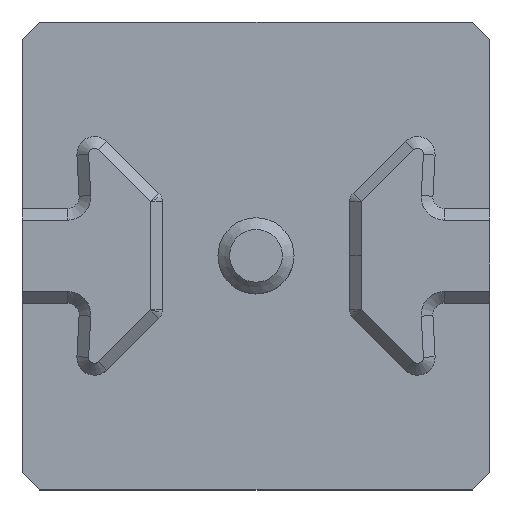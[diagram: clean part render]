
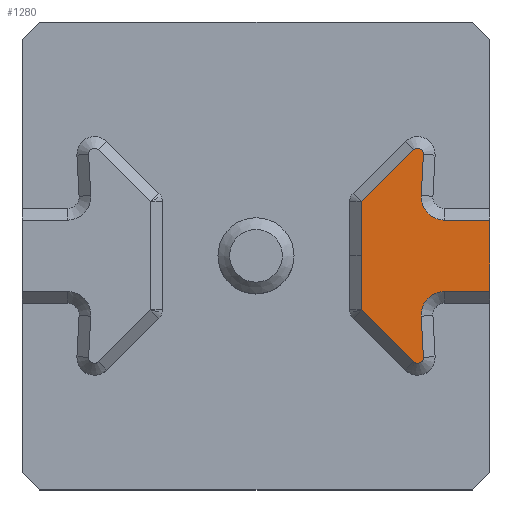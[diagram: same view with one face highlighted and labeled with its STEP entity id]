
A CAD part, top view. The second image highlights one B-rep face of the part: STEP entity #1280.
In plain terms, the highlighted planar face has unit normal (0, 0, 1).
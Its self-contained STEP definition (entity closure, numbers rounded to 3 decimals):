
#33=PLANE('',#1386);
#107=FACE_OUTER_BOUND('',#186,.T.);
#186=EDGE_LOOP('',(#937,#938,#939,#940,#941,#942,#943,#944,#945,#946,#947,
#948,#949,#950));
#254=LINE('',#1889,#399);
#257=LINE('',#1900,#402);
#261=LINE('',#1912,#406);
#264=LINE('',#1918,#409);
#269=LINE('',#1927,#414);
#271=LINE('',#1934,#416);
#276=LINE('',#1948,#421);
#280=LINE('',#1960,#425);
#282=LINE('',#1966,#427);
#283=LINE('',#1967,#428);
#399=VECTOR('',#1499,10.);
#402=VECTOR('',#1510,10.);
#406=VECTOR('',#1522,10.);
#409=VECTOR('',#1527,10.);
#414=VECTOR('',#1534,10.);
#416=VECTOR('',#1542,10.);
#421=VECTOR('',#1555,10.);
#425=VECTOR('',#1567,10.);
#427=VECTOR('',#1575,10.);
#428=VECTOR('',#1576,10.);
#542=CIRCLE('',#1364,2.);
#544=CIRCLE('',#1368,0.5);
#547=CIRCLE('',#1377,0.5);
#549=CIRCLE('',#1381,2.);
#577=VERTEX_POINT('',#1882);
#580=VERTEX_POINT('',#1887);
#582=VERTEX_POINT('',#1892);
#584=VERTEX_POINT('',#1898);
#586=VERTEX_POINT('',#1904);
#588=VERTEX_POINT('',#1910);
#590=VERTEX_POINT('',#1916);
#593=VERTEX_POINT('',#1925);
#595=VERTEX_POINT('',#1932);
#598=VERTEX_POINT('',#1940);
#600=VERTEX_POINT('',#1946);
#602=VERTEX_POINT('',#1952);
#604=VERTEX_POINT('',#1958);
#605=VERTEX_POINT('',#1965);
#694=EDGE_CURVE('',#580,#577,#254,.T.);
#696=EDGE_CURVE('',#582,#580,#542,.T.);
#699=EDGE_CURVE('',#584,#582,#257,.T.);
#702=EDGE_CURVE('',#586,#584,#544,.T.);
#705=EDGE_CURVE('',#588,#586,#261,.T.);
#708=EDGE_CURVE('',#590,#588,#264,.T.);
#713=EDGE_CURVE('',#593,#590,#269,.T.);
#716=EDGE_CURVE('',#595,#593,#271,.T.);
#720=EDGE_CURVE('',#598,#595,#547,.T.);
#723=EDGE_CURVE('',#600,#598,#276,.T.);
#726=EDGE_CURVE('',#602,#600,#549,.T.);
#729=EDGE_CURVE('',#604,#602,#280,.T.);
#732=EDGE_CURVE('',#604,#605,#282,.T.);
#733=EDGE_CURVE('',#605,#577,#283,.T.);
#937=ORIENTED_EDGE('',*,*,#694,.F.);
#938=ORIENTED_EDGE('',*,*,#696,.F.);
#939=ORIENTED_EDGE('',*,*,#699,.F.);
#940=ORIENTED_EDGE('',*,*,#702,.F.);
#941=ORIENTED_EDGE('',*,*,#705,.F.);
#942=ORIENTED_EDGE('',*,*,#708,.F.);
#943=ORIENTED_EDGE('',*,*,#713,.F.);
#944=ORIENTED_EDGE('',*,*,#716,.F.);
#945=ORIENTED_EDGE('',*,*,#720,.F.);
#946=ORIENTED_EDGE('',*,*,#723,.F.);
#947=ORIENTED_EDGE('',*,*,#726,.F.);
#948=ORIENTED_EDGE('',*,*,#729,.F.);
#949=ORIENTED_EDGE('',*,*,#732,.T.);
#950=ORIENTED_EDGE('',*,*,#733,.T.);
#1280=ADVANCED_FACE('',(#107),#33,.T.);
#1364=AXIS2_PLACEMENT_3D('',#1894,#1503,#1504);
#1368=AXIS2_PLACEMENT_3D('',#1906,#1515,#1516);
#1377=AXIS2_PLACEMENT_3D('',#1942,#1548,#1549);
#1381=AXIS2_PLACEMENT_3D('',#1954,#1560,#1561);
#1386=AXIS2_PLACEMENT_3D('',#1964,#1573,#1574);
#1499=DIRECTION('',(1.,0.,0.));
#1503=DIRECTION('center_axis',(0.,0.,1.));
#1504=DIRECTION('ref_axis',(-0.999,0.052,0.));
#1510=DIRECTION('',(-0.052,-0.999,0.));
#1515=DIRECTION('center_axis',(0.,0.,-1.));
#1516=DIRECTION('ref_axis',(-0.705,0.709,0.));
#1522=DIRECTION('',(0.709,0.705,0.));
#1527=DIRECTION('',(0.,1.,0.));
#1534=DIRECTION('',(0.,1.,0.));
#1542=DIRECTION('',(-0.709,0.705,0.));
#1548=DIRECTION('center_axis',(0.,0.,-1.));
#1549=DIRECTION('ref_axis',(0.999,0.052,0.));
#1555=DIRECTION('',(0.052,-0.999,0.));
#1560=DIRECTION('center_axis',(0.,0.,1.));
#1561=DIRECTION('ref_axis',(0.,1.,0.));
#1567=DIRECTION('',(-1.,0.,0.));
#1573=DIRECTION('center_axis',(0.,0.,1.));
#1574=DIRECTION('ref_axis',(1.,0.,0.));
#1575=DIRECTION('',(0.,1.,0.));
#1576=DIRECTION('',(0.,1.,0.));
#1882=CARTESIAN_POINT('',(20.,3.05,10.));
#1887=CARTESIAN_POINT('',(16.119,3.05,10.));
#1889=CARTESIAN_POINT('',(17.,3.05,10.));
#1892=CARTESIAN_POINT('',(14.122,5.154,10.));
#1894=CARTESIAN_POINT('Origin',(16.119,5.05,10.));
#1898=CARTESIAN_POINT('',(14.305,8.669,10.));
#1900=CARTESIAN_POINT('',(13.988,2.581,10.));
#1904=CARTESIAN_POINT('',(13.454,9.049,10.));
#1906=CARTESIAN_POINT('Origin',(13.806,8.695,10.));
#1910=CARTESIAN_POINT('',(9.,4.622,10.));
#1912=CARTESIAN_POINT('',(11.329,6.937,10.));
#1916=CARTESIAN_POINT('',(9.,-0.001,10.));
#1918=CARTESIAN_POINT('',(9.,2.311,10.));
#1925=CARTESIAN_POINT('',(9.,-4.622,10.));
#1927=CARTESIAN_POINT('',(9.,-0.001,10.));
#1932=CARTESIAN_POINT('',(13.454,-9.049,10.));
#1934=CARTESIAN_POINT('',(9.102,-4.723,10.));
#1940=CARTESIAN_POINT('',(14.305,-8.669,10.));
#1942=CARTESIAN_POINT('Origin',(13.806,-8.695,10.));
#1946=CARTESIAN_POINT('',(14.122,-5.154,10.));
#1948=CARTESIAN_POINT('',(14.08,-4.338,10.));
#1952=CARTESIAN_POINT('',(16.119,-3.05,10.));
#1954=CARTESIAN_POINT('Origin',(16.119,-5.05,10.));
#1958=CARTESIAN_POINT('',(20.,-3.05,10.));
#1960=CARTESIAN_POINT('',(15.06,-3.05,10.));
#1964=CARTESIAN_POINT('Origin',(14.,0.,10.));
#1965=CARTESIAN_POINT('',(20.,0.,10.));
#1966=CARTESIAN_POINT('',(20.,0.,10.));
#1967=CARTESIAN_POINT('',(20.,-4.05,10.));
